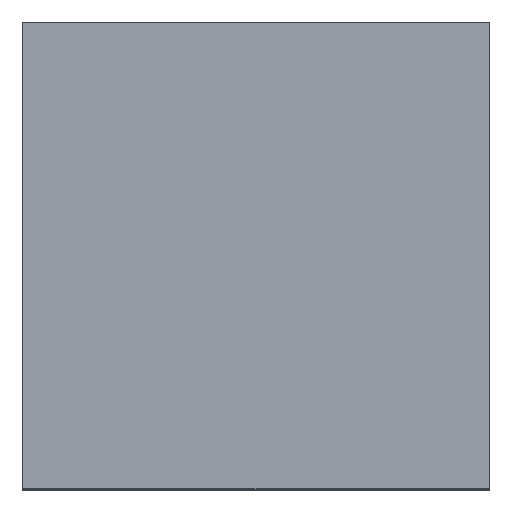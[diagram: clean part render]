
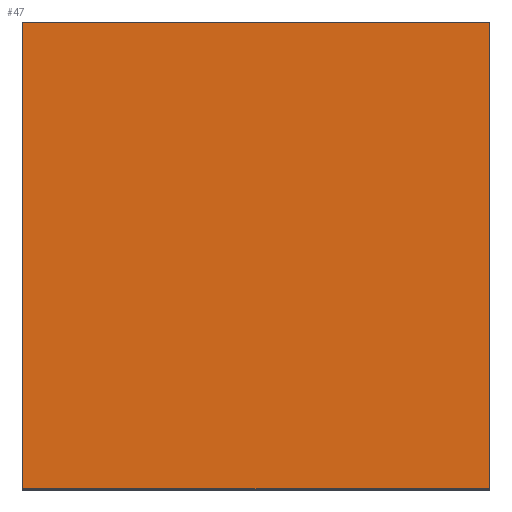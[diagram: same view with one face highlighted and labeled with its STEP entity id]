
A CAD part, top view. The second image highlights one B-rep face of the part: STEP entity #47.
In plain terms, the highlighted planar face has unit normal (0, 0, 1).
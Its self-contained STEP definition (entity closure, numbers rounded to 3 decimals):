
#47=ADVANCED_FACE('',(#55),#56,.T.);
#55=FACE_OUTER_BOUND('',#73,.T.);
#56=PLANE('',#74);
#73=EDGE_LOOP('',(#97,#98,#99,#100));
#74=AXIS2_PLACEMENT_3D('',#101,#102,#103);
#97=ORIENTED_EDGE('',*,*,#151,.T.);
#98=ORIENTED_EDGE('',*,*,#152,.T.);
#99=ORIENTED_EDGE('',*,*,#153,.T.);
#100=ORIENTED_EDGE('',*,*,#154,.T.);
#101=CARTESIAN_POINT('',(0.0,0.0,0.87));
#102=DIRECTION('',(0.0,0.0,1.0));
#103=DIRECTION('',(1.0,0.0,0.0));
#151=EDGE_CURVE('',#205,#206,#207,.T.);
#152=EDGE_CURVE('',#206,#208,#209,.T.);
#153=EDGE_CURVE('',#208,#210,#211,.T.);
#154=EDGE_CURVE('',#210,#205,#212,.T.);
#205=VERTEX_POINT('',#237);
#206=VERTEX_POINT('',#238);
#207=LINE('',#239,#240);
#208=VERTEX_POINT('',#241);
#209=LINE('',#242,#243);
#210=VERTEX_POINT('',#244);
#211=LINE('',#245,#246);
#212=LINE('',#247,#248);
#237=CARTESIAN_POINT('',(0.87,-0.87,0.87));
#238=CARTESIAN_POINT('',(0.87,0.87,0.87));
#239=CARTESIAN_POINT('',(0.87,0.0,0.87));
#240=VECTOR('',#289,1.0);
#241=CARTESIAN_POINT('',(-0.87,0.87,0.87));
#242=CARTESIAN_POINT('',(0.0,0.87,0.87));
#243=VECTOR('',#290,1.0);
#244=CARTESIAN_POINT('',(-0.87,-0.87,0.87));
#245=CARTESIAN_POINT('',(-0.87,0.0,0.87));
#246=VECTOR('',#291,1.0);
#247=CARTESIAN_POINT('',(0.0,-0.87,0.87));
#248=VECTOR('',#292,1.0);
#289=DIRECTION('',(0.0,1.0,0.0));
#290=DIRECTION('',(-1.0,0.0,0.0));
#291=DIRECTION('',(0.0,-1.0,0.0));
#292=DIRECTION('',(1.0,0.0,0.0));
